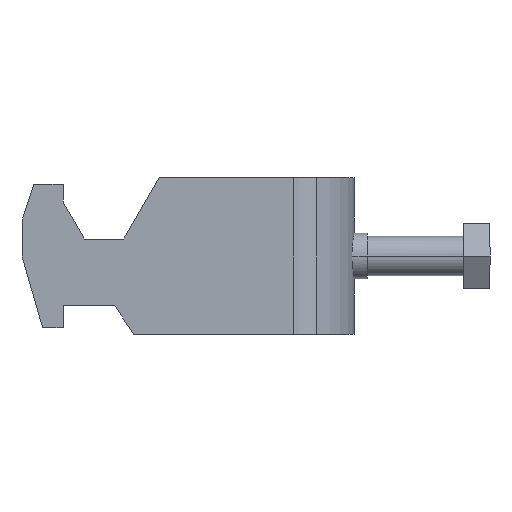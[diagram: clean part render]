
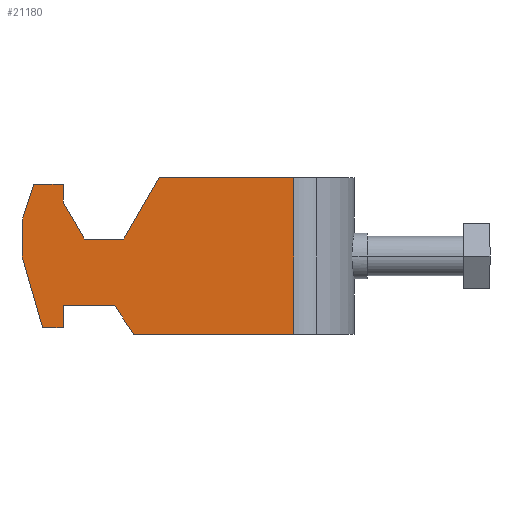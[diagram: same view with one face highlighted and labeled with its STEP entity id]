
A CAD part, left-side view. The second image highlights one B-rep face of the part: STEP entity #21180.
In plain terms, the highlighted planar face has unit normal (-1, 0, 0).
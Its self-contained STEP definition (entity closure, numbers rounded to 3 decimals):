
#17320=CARTESIAN_POINT('',(-15.052,14.049,
4.098));
#17330=VERTEX_POINT('',#17320);
#17360=CARTESIAN_POINT('',(-15.052,14.049,
8.5));
#17370=DIRECTION('',(0.,0.,-1.));
#17380=VECTOR('',#17370,1.);
#17390=LINE('',#17360,#17380);
#17400=CARTESIAN_POINT('',(-15.052,14.049,-16.5));
#17410=VERTEX_POINT('',#17400);
#17420=EDGE_CURVE('',#17330,#17410,#17390,.T.);
#17970=CARTESIAN_POINT('',(-15.052,-8.951,
8.5));
#17980=DIRECTION('',(0.,0.,1.));
#17990=VECTOR('',#17980,1.);
#18000=LINE('',#17970,#17990);
#18010=CARTESIAN_POINT('',(-15.052,-8.951,-34.35));
#18020=VERTEX_POINT('',#18010);
#18030=CARTESIAN_POINT('',(-15.052,-8.951,-31.2));
#18040=VERTEX_POINT('',#18030);
#18050=EDGE_CURVE('',#18020,#18040,#18000,.T.);
#18440=CARTESIAN_POINT('',(-15.052,2.049,-31.2));
#18450=DIRECTION('',(0.,1.,0.));
#18460=VECTOR('',#18450,1.);
#18470=LINE('',#18440,#18460);
#18480=CARTESIAN_POINT('',(-15.052,-5.551,-31.2));
#18490=VERTEX_POINT('',#18480);
#18500=EDGE_CURVE('',#18040,#18490,#18470,.T.);
#19960=CARTESIAN_POINT('',(-15.052,13.049,
-35.713));
#19970=VERTEX_POINT('',#19960);
#20000=CARTESIAN_POINT('',(-15.052,2.049,
-39.287));
#20010=DIRECTION('',(0.,-0.951,
-0.309));
#20020=VECTOR('',#20010,1.);
#20030=LINE('',#20000,#20020);
#20040=CARTESIAN_POINT('',(-15.052,7.549,-37.5));
#20050=VERTEX_POINT('',#20040);
#20060=EDGE_CURVE('',#19970,#20050,#20030,.T.);
#20250=CARTESIAN_POINT('',(-15.052,2.049,
-0.254));
#20260=DIRECTION('',(1.,0.,0.));
#20270=DIRECTION('',(0.,0.,1.));
#20280=AXIS2_PLACEMENT_3D('',#20250,#20260,#20270);
#20290=PLANE('',#20280);
#20300=CARTESIAN_POINT('',(-15.052,13.049,
8.5));
#20310=DIRECTION('',(0.,0.,-1.));
#20320=VECTOR('',#20310,1.);
#20330=LINE('',#20300,#20320);
#20340=CARTESIAN_POINT('',(-15.052,13.049,-31.2));
#20350=VERTEX_POINT('',#20340);
#20360=EDGE_CURVE('',#20350,#19970,#20330,.T.);
#20370=ORIENTED_EDGE('',*,*,#20360,.T.);
#20380=CARTESIAN_POINT('',(-15.052,2.049,-31.2));
#20390=DIRECTION('',(0.,1.,0.));
#20400=VECTOR('',#20390,1.);
#20410=LINE('',#20380,#20400);
#20420=CARTESIAN_POINT('',(-15.052,10.299,-31.2));
#20430=VERTEX_POINT('',#20420);
#20440=EDGE_CURVE('',#20430,#20350,#20410,.T.);
#20450=ORIENTED_EDGE('',*,*,#20440,.T.);
#20460=CARTESIAN_POINT('',(-15.052,2.049,
-26.437));
#20470=DIRECTION('',(0.,0.866,-0.5));
#20480=VECTOR('',#20470,1.);
#20490=LINE('',#20460,#20480);
#20500=CARTESIAN_POINT('',(-15.052,4.649,
-27.938));
#20510=VERTEX_POINT('',#20500);
#20520=EDGE_CURVE('',#20510,#20430,#20490,.T.);
#20530=ORIENTED_EDGE('',*,*,#20520,.T.);
#20540=CARTESIAN_POINT('',(-15.052,4.649,
8.5));
#20550=DIRECTION('',(0.,0.,-1.));
#20560=VECTOR('',#20550,1.);
#20570=LINE('',#20540,#20560);
#20580=CARTESIAN_POINT('',(-15.052,4.649,
-21.927));
#20590=VERTEX_POINT('',#20580);
#20600=EDGE_CURVE('',#20590,#20510,#20570,.T.);
#20610=ORIENTED_EDGE('',*,*,#20600,.T.);
#20620=CARTESIAN_POINT('',(-15.052,2.049,
-23.428));
#20630=DIRECTION('',(0.,-0.866,-0.5));
#20640=VECTOR('',#20630,1.);
#20650=LINE('',#20620,#20640);
#20660=EDGE_CURVE('',#17410,#20590,#20650,.T.);
#20670=ORIENTED_EDGE('',*,*,#20660,.T.);
#20680=ORIENTED_EDGE('',*,*,#17420,.T.);
#20690=CARTESIAN_POINT('',(-15.052,-9.951,
4.098));
#20700=DIRECTION('',(0.,1.,0.));
#20710=VECTOR('',#20700,1.);
#20720=LINE('',#20690,#20710);
#20730=CARTESIAN_POINT('',(-15.052,-9.951,
4.098));
#20740=VERTEX_POINT('',#20730);
#20750=EDGE_CURVE('',#20740,#17330,#20720,.T.);
#20760=ORIENTED_EDGE('',*,*,#20750,.T.);
#20770=CARTESIAN_POINT('',(-15.052,-9.951,
8.5));
#20780=DIRECTION('',(0.,0.,-1.));
#20790=VECTOR('',#20780,1.);
#20800=LINE('',#20770,#20790);
#20810=CARTESIAN_POINT('',(-15.052,-9.951,-20.4));
#20820=VERTEX_POINT('',#20810);
#20830=EDGE_CURVE('',#20740,#20820,#20800,.T.);
#20840=ORIENTED_EDGE('',*,*,#20830,.F.);
#20850=CARTESIAN_POINT('',(-15.052,2.049,
-28.343));
#20860=DIRECTION('',(0.,-0.834,
0.552));
#20870=VECTOR('',#20860,1.);
#20880=LINE('',#20850,#20870);
#20890=CARTESIAN_POINT('',(-15.052,-5.551,
-23.312));
#20900=VERTEX_POINT('',#20890);
#20910=EDGE_CURVE('',#20900,#20820,#20880,.T.);
#20920=ORIENTED_EDGE('',*,*,#20910,.T.);
#20930=CARTESIAN_POINT('',(-15.052,-5.551,
8.5));
#20940=DIRECTION('',(0.,0.,1.));
#20950=VECTOR('',#20940,1.);
#20960=LINE('',#20930,#20950);
#20970=EDGE_CURVE('',#18490,#20900,#20960,.T.);
#20980=ORIENTED_EDGE('',*,*,#20970,.T.);
#20990=ORIENTED_EDGE('',*,*,#18500,.T.);
#21000=ORIENTED_EDGE('',*,*,#18050,.T.);
#21010=CARTESIAN_POINT('',(-15.052,2.049,-37.5));
#21020=DIRECTION('',(0.,-0.961,
0.275));
#21030=VECTOR('',#21020,1.);
#21040=LINE('',#21010,#21030);
#21050=CARTESIAN_POINT('',(-15.052,2.049,-37.5));
#21060=VERTEX_POINT('',#21050);
#21070=EDGE_CURVE('',#21060,#18020,#21040,.T.);
#21080=ORIENTED_EDGE('',*,*,#21070,.T.);
#21090=CARTESIAN_POINT('',(-15.052,2.049,-37.5));
#21100=DIRECTION('',(0.,-1.,0.));
#21110=VECTOR('',#21100,1.);
#21120=LINE('',#21090,#21110);
#21130=EDGE_CURVE('',#20050,#21060,#21120,.T.);
#21140=ORIENTED_EDGE('',*,*,#21130,.T.);
#21150=ORIENTED_EDGE('',*,*,#20060,.T.);
#21160=EDGE_LOOP('',(#21150,#21140,#21080,#21000,#20990,#20980,#20920,
#20840,#20760,#20680,#20670,#20610,#20530,#20450,#20370));
#21170=FACE_OUTER_BOUND('',#21160,.T.);
#21180=ADVANCED_FACE('',(#21170),#20290,.F.);
